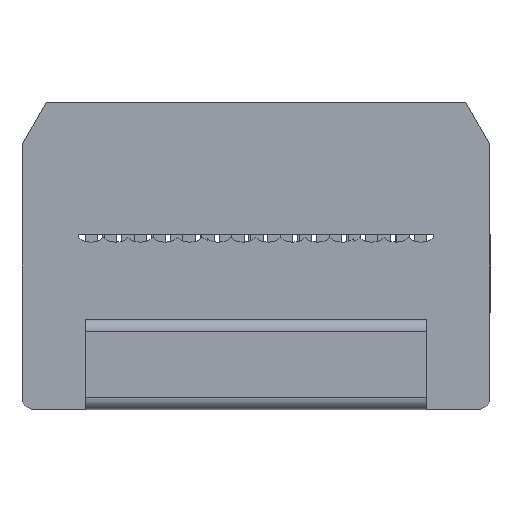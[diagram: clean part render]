
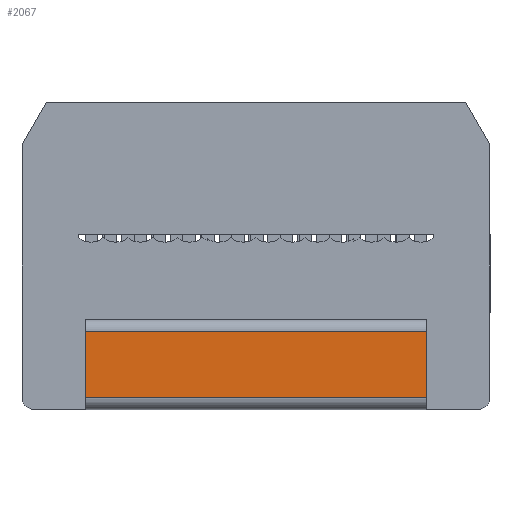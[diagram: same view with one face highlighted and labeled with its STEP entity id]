
A CAD part, front view. The second image highlights one B-rep face of the part: STEP entity #2067.
In plain terms, the highlighted planar face has unit normal (0, -1, 0).
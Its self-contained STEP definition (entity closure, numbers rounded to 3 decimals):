
#351 = AXIS2_PLACEMENT_3D ( 'NONE', #1842, #8280, #3736 ) ;
#595 = CARTESIAN_POINT ( 'NONE',  ( 6., -1.154, -4. ) ) ;
#714 = VERTEX_POINT ( 'NONE', #11969 ) ;
#910 = EDGE_CURVE ( 'NONE', #19953, #14177, #21433, .T. ) ;
#1029 = EDGE_CURVE ( 'NONE', #14177, #12524, #5854, .T. ) ;
#1239 = CARTESIAN_POINT ( 'NONE',  ( 32., -1.154, -6.7 ) ) ;
#1792 = VECTOR ( 'NONE', #2778, 1000. ) ;
#1842 = CARTESIAN_POINT ( 'NONE',  ( 32., -1.154, 58.1 ) ) ;
#1942 = VECTOR ( 'NONE', #9767, 1000. ) ;
#2067 = ADVANCED_FACE ( 'NONE', ( #21235 ), #7423, .F. ) ;
#2778 = DIRECTION ( 'NONE',  ( 1., 0., 0. ) ) ;
#3736 = DIRECTION ( 'NONE',  ( 0., 0., 1. ) ) ;
#4194 = DIRECTION ( 'NONE',  ( 0., 0., -1. ) ) ;
#4207 = LINE ( 'NONE', #11430, #13602 ) ;
#5854 = LINE ( 'NONE', #15357, #9237 ) ;
#6948 = EDGE_CURVE ( 'NONE', #19953, #714, #4207, .T. ) ;
#7377 = CARTESIAN_POINT ( 'NONE',  ( -8., -1.154, -4. ) ) ;
#7423 = PLANE ( 'NONE',  #351 ) ;
#8280 = DIRECTION ( 'NONE',  ( 0., 1., 0. ) ) ;
#9237 = VECTOR ( 'NONE', #4194, 1000. ) ;
#9642 = CARTESIAN_POINT ( 'NONE',  ( 32., -1.154, -4. ) ) ;
#9767 = DIRECTION ( 'NONE',  ( -1., 0., 0. ) ) ;
#10864 = EDGE_CURVE ( 'NONE', #12524, #714, #18497, .T. ) ;
#11430 = CARTESIAN_POINT ( 'NONE',  ( 6., -1.154, 58.1 ) ) ;
#11713 = ORIENTED_EDGE ( 'NONE', *, *, #910, .T. ) ;
#11969 = CARTESIAN_POINT ( 'NONE',  ( 6., -1.154, -6.7 ) ) ;
#12524 = VERTEX_POINT ( 'NONE', #18845 ) ;
#13602 = VECTOR ( 'NONE', #19149, 1000. ) ;
#14177 = VERTEX_POINT ( 'NONE', #7377 ) ;
#15357 = CARTESIAN_POINT ( 'NONE',  ( -8., -1.154, 58.1 ) ) ;
#17451 = EDGE_LOOP ( 'NONE', ( #19522, #21640, #11713, #20470 ) ) ;
#18497 = LINE ( 'NONE', #1239, #1792 ) ;
#18845 = CARTESIAN_POINT ( 'NONE',  ( -8., -1.154, -6.7 ) ) ;
#19149 = DIRECTION ( 'NONE',  ( 0., 0., -1. ) ) ;
#19522 = ORIENTED_EDGE ( 'NONE', *, *, #10864, .T. ) ;
#19953 = VERTEX_POINT ( 'NONE', #595 ) ;
#20470 = ORIENTED_EDGE ( 'NONE', *, *, #1029, .T. ) ;
#21235 = FACE_OUTER_BOUND ( 'NONE', #17451, .T. ) ;
#21433 = LINE ( 'NONE', #9642, #1942 ) ;
#21640 = ORIENTED_EDGE ( 'NONE', *, *, #6948, .F. ) ;
